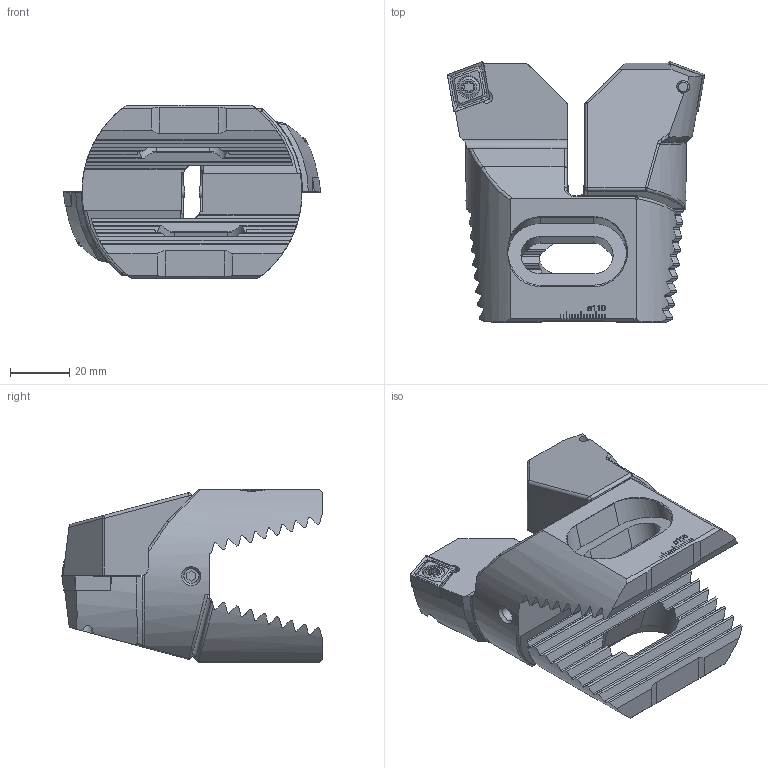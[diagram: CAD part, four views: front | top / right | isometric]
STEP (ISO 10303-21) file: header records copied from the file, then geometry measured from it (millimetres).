
FILE_DESCRIPTION (( 'STEP AP214' ), '1' );
FILE_NAME ('Z72.WCC.B70.050.STEP', '2020-08-14T11:39:47', ( '' ), ( '' ), 'SwSTEP 2.0', 'SolidWorks 2017', '' );
FILE_SCHEMA (( 'AUTOMOTIVE_DESIGN' ));
Length unit declared in the file: millimetre
Products named in the file (5): WCC-ER2.001.010_A; Z72.WCC.B70.050; Z72-ER3.001.030; CCMT120404; Z72-xxx.001.050_C_CC 12_70ø
Assembly tree (8 placements, depth 2):
  Z72.WCC.B70.050
    Z72-xxx.001.050_C_CC 12_70ø  x2
    Z72-ER3.001.030  x2
    CCMT120404  x2
    WCC-ER2.001.010_A  x2
Bounding box: 86.5 x 87.5 x 58.2 mm (x, y, z)
Volume: 143895.2 mm3; surface area: 37755.5 mm2
Topology: 8 solids, 8 shells, 662 faces, 1750 edges, 1102 vertices
Faces by surface type: plane 398, cylinder 106, bspline 92, cone 46, torus 10, sphere 10
Full cylindrical faces by diameter (mm): 2 x2, 4 x2, 4.2 x4, 5 x4, 5.5 x2, 6 x2, 7 x2, 7.6 x2
Entity records: 12199 total; most frequent: CARTESIAN_POINT 4607, ORIENTED_EDGE 1674, DIRECTION 1280, EDGE_CURVE 837, VERTEX_POINT 545, LINE 500, VECTOR 500, AXIS2_PLACEMENT_3D 390
